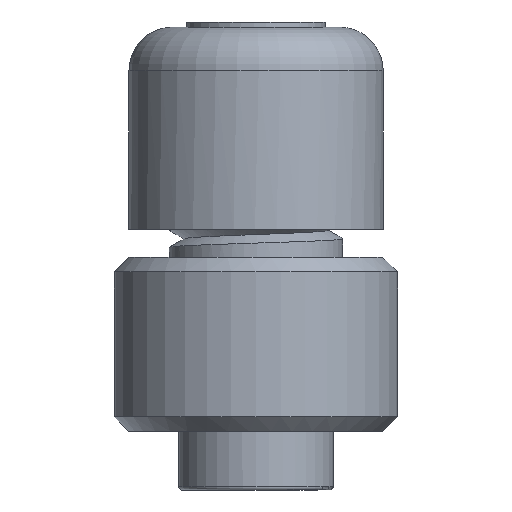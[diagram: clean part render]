
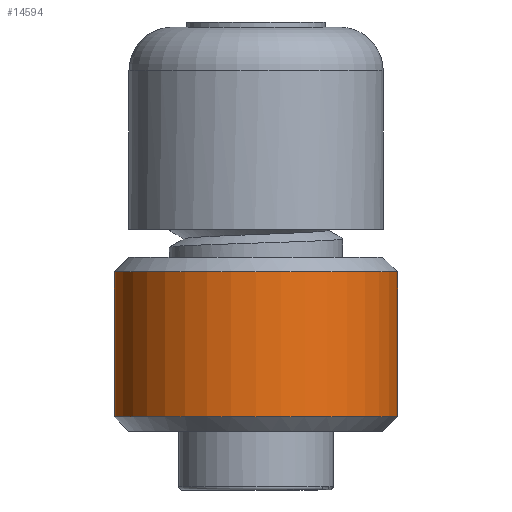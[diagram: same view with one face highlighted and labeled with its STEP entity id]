
A CAD part, front view. The second image highlights one B-rep face of the part: STEP entity #14594.
In plain terms, the highlighted cylindrical face has radius 10.341 mm (diameter 20.682 mm), a full revolution.
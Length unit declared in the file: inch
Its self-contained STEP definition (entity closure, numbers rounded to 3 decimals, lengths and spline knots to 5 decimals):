
#1716=FACE_BOUND('',#2637,.T.);
#1887=FACE_OUTER_BOUND('',#2636,.T.);
#2636=EDGE_LOOP('',(#8953));
#2637=EDGE_LOOP('',(#8954));
#3556=CIRCLE('',#15353,0.40713);
#3557=CIRCLE('',#15354,0.40713);
#5056=VERTEX_POINT('',#21289);
#5057=VERTEX_POINT('',#21291);
#6566=EDGE_CURVE('',#5056,#5056,#3556,.T.);
#6567=EDGE_CURVE('',#5057,#5057,#3557,.T.);
#8953=ORIENTED_EDGE('',*,*,#6566,.T.);
#8954=ORIENTED_EDGE('',*,*,#6567,.F.);
#13737=CYLINDRICAL_SURFACE('',#15352,0.40713);
#14594=ADVANCED_FACE('',(#1887,#1716),#13737,.T.);
#15352=AXIS2_PLACEMENT_3D('',#21288,#17274,#17275);
#15353=AXIS2_PLACEMENT_3D('',#21290,#17276,#17277);
#15354=AXIS2_PLACEMENT_3D('',#21292,#17278,#17279);
#17274=DIRECTION('center_axis',(0.,0.,
-1.));
#17275=DIRECTION('ref_axis',(0.,1.,0.));
#17276=DIRECTION('center_axis',(0.,0.,
-1.));
#17277=DIRECTION('ref_axis',(1.,0.,0.));
#17278=DIRECTION('center_axis',(0.,0.,
-1.));
#17279=DIRECTION('ref_axis',(1.,0.,0.));
#21288=CARTESIAN_POINT('Origin',(-0.43204,-0.15831,
-0.3234));
#21289=CARTESIAN_POINT('',(-0.43204,0.24883,-0.11554));
#21290=CARTESIAN_POINT('Origin',(-0.43204,-0.15831,
-0.11554));
#21291=CARTESIAN_POINT('',(-0.43204,0.24883,-0.53127));
#21292=CARTESIAN_POINT('Origin',(-0.43204,-0.15831,
-0.53127));
